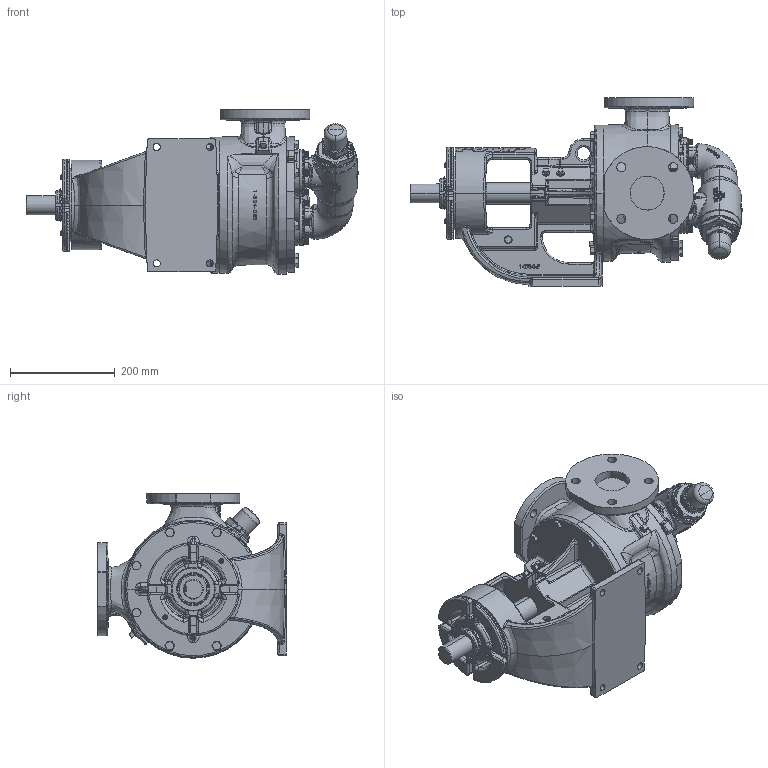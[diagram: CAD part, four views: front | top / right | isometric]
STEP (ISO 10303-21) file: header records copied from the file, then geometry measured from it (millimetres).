
FILE_DESCRIPTION (( 'STEP AP214' ), '1' );
FILE_NAME ('LQ124AE.STEP', '2016-08-09T16:10:16', ( '' ), ( '' ), 'SwSTEP 2.0', 'SolidWorks 2015', '' );
FILE_SCHEMA (( 'AUTOMOTIVE_DESIGN' ));
Length unit declared in the file: inch
Products named in the file (2): LQ124AE
Bounding box: 635.2 x 360.43 x 314.82 mm (x, y, z)
Volume: 15300162.1 mm3; surface area: 881973.6 mm2
Topology: 1 solids, 1 shells, 4094 faces, 10586 edges, 6543 vertices
Faces by surface type: plane 1309, bspline 1103, cylinder 948, cone 450, torus 195, sphere 89
Entity records: 262404 total; most frequent: CARTESIAN_POINT 136995, ORIENTED_EDGE 20980, DIRECTION 15704, EDGE_CURVE 10490, VERTEX_POINT 6542, AXIS2_PLACEMENT_3D 6336, EDGE_LOOP 4276, FACE_OUTER_BOUND 4094
